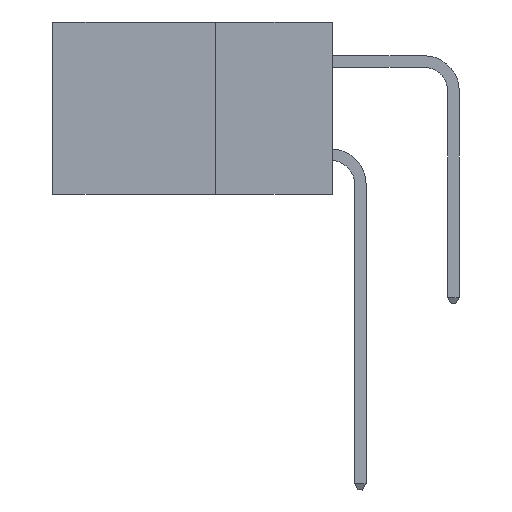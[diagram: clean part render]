
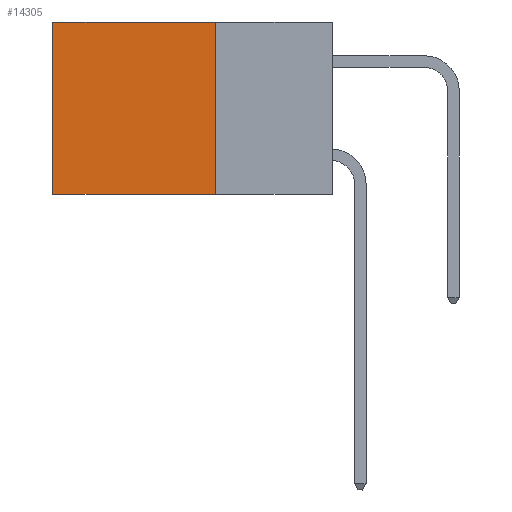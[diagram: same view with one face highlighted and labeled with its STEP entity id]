
A CAD part, left-side view. The second image highlights one B-rep face of the part: STEP entity #14305.
In plain terms, the highlighted planar face has unit normal (-1, 0, 0).
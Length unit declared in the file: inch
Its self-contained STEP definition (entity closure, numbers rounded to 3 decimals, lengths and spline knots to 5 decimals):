
#181 = AXIS2_PLACEMENT_3D ( 'NONE', #1748, #9887, #2912 ) ;
#204 = CARTESIAN_POINT ( 'NONE',  ( 0.298, 0.25, 0. ) ) ;
#517 = CARTESIAN_POINT ( 'NONE',  ( 0.298, 0.25, -0.37 ) ) ;
#1176 = VERTEX_POINT ( 'NONE', #10377 ) ;
#1748 = CARTESIAN_POINT ( 'NONE',  ( 0.298, 0.25, 0. ) ) ;
#1764 = VERTEX_POINT ( 'NONE', #8886 ) ;
#2342 = VECTOR ( 'NONE', #11180, 39.37008 ) ;
#2495 = FACE_OUTER_BOUND ( 'NONE', #3181, .T. ) ;
#2711 = DIRECTION ( 'NONE',  ( 0., 1., 0. ) ) ;
#2912 = DIRECTION ( 'NONE',  ( 0., 0., -1. ) ) ;
#2933 = EDGE_CURVE ( 'NONE', #5952, #1764, #10101, .T. ) ;
#3181 = EDGE_LOOP ( 'NONE', ( #13615, #10856, #14442, #12385 ) ) ;
#4219 = CARTESIAN_POINT ( 'NONE',  ( 0.298, 0.6, 0. ) ) ;
#5080 = VECTOR ( 'NONE', #9461, 39.37008 ) ;
#5344 = EDGE_CURVE ( 'NONE', #5952, #5423, #11269, .T. ) ;
#5423 = VERTEX_POINT ( 'NONE', #517 ) ;
#5952 = VERTEX_POINT ( 'NONE', #204 ) ;
#6697 = LINE ( 'NONE', #9686, #12809 ) ;
#7122 = CARTESIAN_POINT ( 'NONE',  ( 0.298, 0.25, 0. ) ) ;
#7372 = VECTOR ( 'NONE', #14812, 39.37008 ) ;
#8567 = LINE ( 'NONE', #4219, #2342 ) ;
#8886 = CARTESIAN_POINT ( 'NONE',  ( 0.298, 0.6, 0. ) ) ;
#9306 = EDGE_CURVE ( 'NONE', #1764, #1176, #8567, .T. ) ;
#9461 = DIRECTION ( 'NONE',  ( 0., 0., -1. ) ) ;
#9686 = CARTESIAN_POINT ( 'NONE',  ( 0.298, 0.25, -0.37 ) ) ;
#9887 = DIRECTION ( 'NONE',  ( 1., 0., 0. ) ) ;
#10101 = LINE ( 'NONE', #10884, #7372 ) ;
#10377 = CARTESIAN_POINT ( 'NONE',  ( 0.298, 0.6, -0.37 ) ) ;
#10856 = ORIENTED_EDGE ( 'NONE', *, *, #14196, .F. ) ;
#10884 = CARTESIAN_POINT ( 'NONE',  ( 0.298, 0.25, 0. ) ) ;
#10980 = PLANE ( 'NONE',  #181 ) ;
#11180 = DIRECTION ( 'NONE',  ( 0., 0., -1. ) ) ;
#11269 = LINE ( 'NONE', #7122, #5080 ) ;
#12385 = ORIENTED_EDGE ( 'NONE', *, *, #2933, .T. ) ;
#12809 = VECTOR ( 'NONE', #2711, 39.37008 ) ;
#13615 = ORIENTED_EDGE ( 'NONE', *, *, #9306, .T. ) ;
#14196 = EDGE_CURVE ( 'NONE', #5423, #1176, #6697, .T. ) ;
#14305 = ADVANCED_FACE ( 'NONE', ( #2495 ), #10980, .F. ) ;
#14442 = ORIENTED_EDGE ( 'NONE', *, *, #5344, .F. ) ;
#14812 = DIRECTION ( 'NONE',  ( 0., 1., 0. ) ) ;
